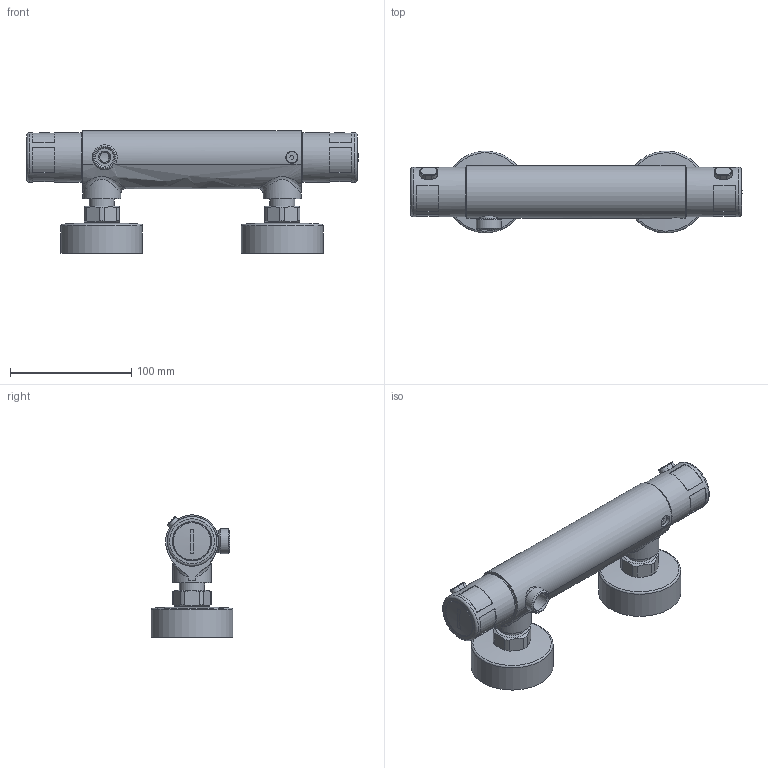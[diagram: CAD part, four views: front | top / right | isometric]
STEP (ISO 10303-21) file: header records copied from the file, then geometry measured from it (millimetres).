
FILE_DESCRIPTION (( 'STEP AP203' ), '1' );
FILE_NAME ('96DP03541.STEP', '2021-03-15T10:24:56', ( '' ), ( '' ), 'SwSTEP 2.0', 'SolidWorks 2018', '' );
FILE_SCHEMA (( 'CONFIG_CONTROL_DESIGN' ));
Length unit declared in the file: millimetre
Products named in the file (1): 96DP03541
Bounding box: 273.93 x 67.46 x 100.82 mm (x, y, z)
Volume: 197249.8 mm3; surface area: 145472.3 mm2
Topology: 17 solids, 17 shells, 559 faces, 1369 edges, 888 vertices
Faces by surface type: plane 240, cylinder 182, cone 67, bspline 47, torus 17, sphere 6
Full cylindrical faces by diameter (mm): 5.8 x7, 6 x1, 8.2 x1, 9.8 x1, 10 x2, 12.6 x1, 13 x1, 14 x1, 15 x5, 16 x1, 16.2 x2, 18 x3, 18.2 x2, 18.5 x3, 19 x1, 20 x2, 20.5 x2, 20.6 x1, 20.8 x2, 21 x2, 21.5 x1, 24 x2, 24.088 x2, 24.5 x10, 25.6 x2, 26 x1, 28.6 x2, 29.1 x1, 29.35 x1, 29.6 x1
Entity records: 25369 total; most frequent: CARTESIAN_POINT 14116, ORIENTED_EDGE 2242, DIRECTION 2099, EDGE_CURVE 1121, AXIS2_PLACEMENT_3D 846, VERTEX_POINT 804, EDGE_LOOP 767, FACE_OUTER_BOUND 634
